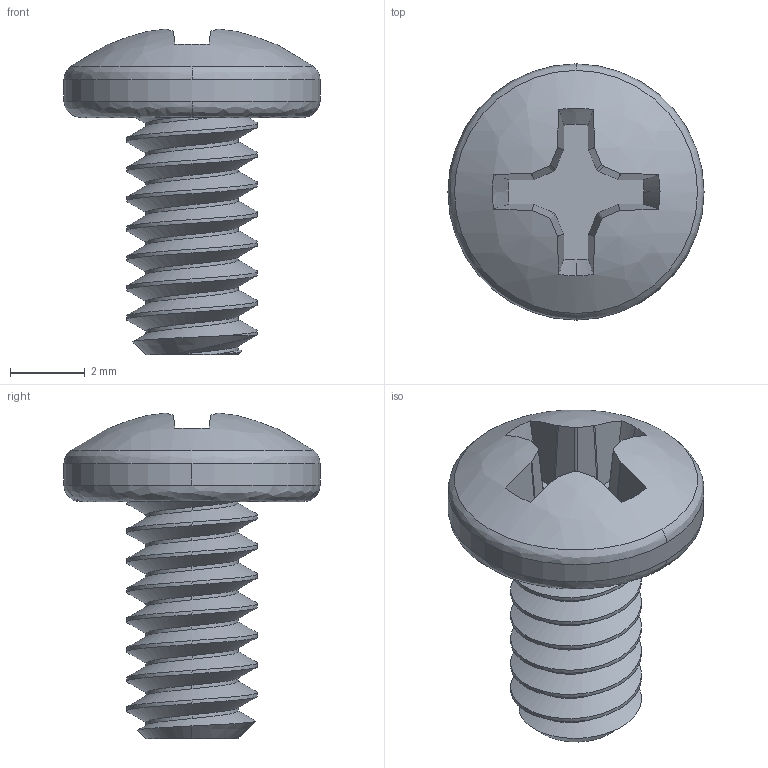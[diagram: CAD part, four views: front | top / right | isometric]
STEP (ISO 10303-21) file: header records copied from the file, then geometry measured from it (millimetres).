
FILE_DESCRIPTION (( 'STEP AP214' ), '1' );
FILE_NAME ('90272A144.step', '2017-10-17T00:59:35', ( '' ), ( '' ), 'SwSTEP 2.0', 'SolidWorks 2017', '' );
FILE_SCHEMA (( 'AUTOMOTIVE_DESIGN' ));
Length unit declared in the file: inch
Products named in the file (1): 90272A144
Bounding box: 6.86 x 6.86 x 8.72 mm (x, y, z)
Volume: 100 mm3; surface area: 224.5 mm2
Topology: 1 solids, 1 shells, 83 faces, 235 edges, 156 vertices
Faces by surface type: cylinder 47, plane 19, cone 9, bspline 8
Entity records: 3761 total; most frequent: CARTESIAN_POINT 1891, ORIENTED_EDGE 470, DIRECTION 295, EDGE_CURVE 235, VERTEX_POINT 156, AXIS2_PLACEMENT_3D 109, EDGE_LOOP 85, FACE_OUTER_BOUND 83
